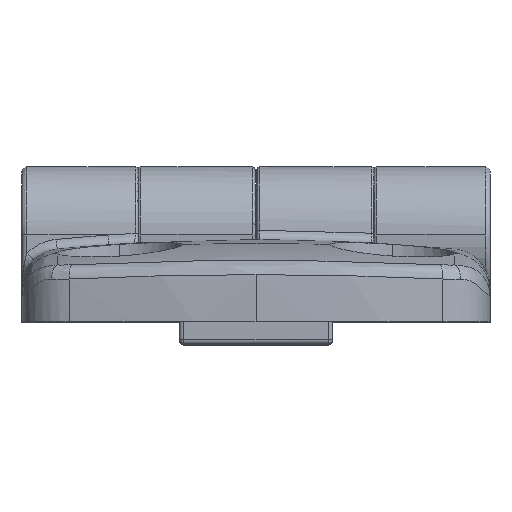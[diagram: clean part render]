
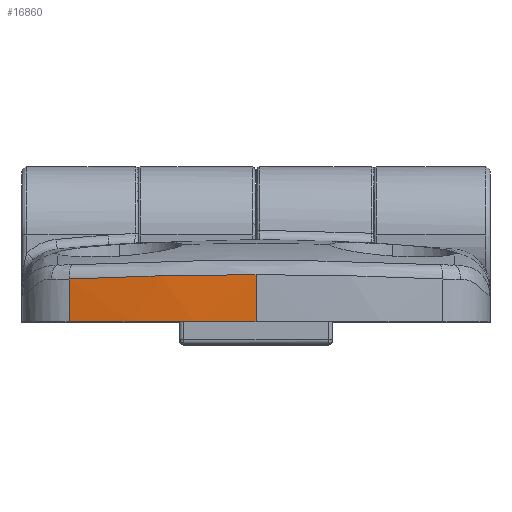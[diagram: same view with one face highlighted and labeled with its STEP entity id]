
A CAD part, top view. The second image highlights one B-rep face of the part: STEP entity #16860.
In plain terms, the highlighted cylindrical face has radius 100 mm (diameter 200 mm), a partial arc.
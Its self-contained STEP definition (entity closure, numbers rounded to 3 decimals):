
#1201 = DIRECTION ( 'NONE',  ( 0., -1., 0. ) ) ;
#1415 = B_SPLINE_CURVE_WITH_KNOTS ( 'NONE', 3,
 ( #21767, #11083, #5369, #5835, #9196, #13111, #10964, #18511, #10849, #12643, #20438, #19964, #9308, #16465, #14542 ),
 .UNSPECIFIED., .F., .F.,
 ( 4, 2, 1, 1, 1, 1, 1, 2, 2, 4 ),
 ( 0., 0.25, 0.375, 0.437, 0.469, 0.484, 0.492, 0.496, 0.5, 1. ),
 .UNSPECIFIED. ) ;
#2741 = EDGE_CURVE ( 'NONE', #22540, #11199, #5288, .T. ) ;
#2988 = CARTESIAN_POINT ( 'NONE',  ( 0., 4.84, 29.5 ) ) ;
#4836 = VERTEX_POINT ( 'NONE', #2988 ) ;
#5264 = EDGE_CURVE ( 'NONE', #4836, #22216, #1415, .T. ) ;
#5288 = CIRCLE ( 'NONE', #19044, 100. ) ;
#5369 = CARTESIAN_POINT ( 'NONE',  ( -3.223, 4.832, 29.461 ) ) ;
#5835 = CARTESIAN_POINT ( 'NONE',  ( -5.618, 4.805, 29.345 ) ) ;
#6190 = CARTESIAN_POINT ( 'NONE',  ( 0., 8.5, -70.5 ) ) ;
#6340 = CARTESIAN_POINT ( 'NONE',  ( -19.149, 16.02, 27.649 ) ) ;
#6600 = ORIENTED_EDGE ( 'NONE', *, *, #8151, .T. ) ;
#6738 = EDGE_LOOP ( 'NONE', ( #9872, #13386, #6600, #6883 ) ) ;
#6883 = ORIENTED_EDGE ( 'NONE', *, *, #2741, .T. ) ;
#8137 = LINE ( 'NONE', #6340, #15147 ) ;
#8151 = EDGE_CURVE ( 'NONE', #22216, #22540, #8137, .T. ) ;
#8790 = CARTESIAN_POINT ( 'NONE',  ( -19.149, 4.401, 27.649 ) ) ;
#9102 = DIRECTION ( 'NONE',  ( 0., 1., 0. ) ) ;
#9196 = CARTESIAN_POINT ( 'NONE',  ( -6.812, 4.789, 29.273 ) ) ;
#9308 = CARTESIAN_POINT ( 'NONE',  ( -12.878, 4.661, 28.723 ) ) ;
#9872 = ORIENTED_EDGE ( 'NONE', *, *, #20405, .F. ) ;
#9893 = CYLINDRICAL_SURFACE ( 'NONE', #22286, 100. ) ;
#10402 = CARTESIAN_POINT ( 'NONE',  ( 0., 8.5, 29.5 ) ) ;
#10849 = CARTESIAN_POINT ( 'NONE',  ( -9.406, 4.739, 29.057 ) ) ;
#10964 = CARTESIAN_POINT ( 'NONE',  ( -8.888, 4.75, 29.105 ) ) ;
#11083 = CARTESIAN_POINT ( 'NONE',  ( -1.616, 4.84, 29.5 ) ) ;
#11199 = VERTEX_POINT ( 'NONE', #16366 ) ;
#11325 = FACE_OUTER_BOUND ( 'NONE', #6738, .T. ) ;
#12643 = CARTESIAN_POINT ( 'NONE',  ( -9.479, 4.737, 29.05 ) ) ;
#13111 = CARTESIAN_POINT ( 'NONE',  ( -8.198, 4.764, 29.165 ) ) ;
#13374 = CARTESIAN_POINT ( 'NONE',  ( -19.149, 0., 27.649 ) ) ;
#13386 = ORIENTED_EDGE ( 'NONE', *, *, #5264, .T. ) ;
#13456 = DIRECTION ( 'NONE',  ( 0., 0., 1. ) ) ;
#13595 = DIRECTION ( 'NONE',  ( 0., -1., 0. ) ) ;
#14542 = CARTESIAN_POINT ( 'NONE',  ( -19.149, 4.401, 27.649 ) ) ;
#15147 = VECTOR ( 'NONE', #13595, 1000. ) ;
#16366 = CARTESIAN_POINT ( 'NONE',  ( 0., 0., 29.5 ) ) ;
#16372 = DIRECTION ( 'NONE',  ( 0., 0., 1. ) ) ;
#16465 = CARTESIAN_POINT ( 'NONE',  ( -16.072, 4.55, 28.25 ) ) ;
#16860 = ADVANCED_FACE ( 'NONE', ( #11325 ), #9893, .T. ) ;
#18511 = CARTESIAN_POINT ( 'NONE',  ( -9.233, 4.742, 29.073 ) ) ;
#18634 = DIRECTION ( 'NONE',  ( 0., -1., 0. ) ) ;
#19044 = AXIS2_PLACEMENT_3D ( 'NONE', #23563, #9102, #16372 ) ;
#19509 = LINE ( 'NONE', #10402, #20543 ) ;
#19964 = CARTESIAN_POINT ( 'NONE',  ( -9.552, 4.735, 29.043 ) ) ;
#20405 = EDGE_CURVE ( 'NONE', #4836, #11199, #19509, .T. ) ;
#20438 = CARTESIAN_POINT ( 'NONE',  ( -9.529, 4.736, 29.045 ) ) ;
#20543 = VECTOR ( 'NONE', #1201, 1000. ) ;
#21767 = CARTESIAN_POINT ( 'NONE',  ( 0., 4.84, 29.5 ) ) ;
#22216 = VERTEX_POINT ( 'NONE', #8790 ) ;
#22286 = AXIS2_PLACEMENT_3D ( 'NONE', #6190, #18634, #13456 ) ;
#22540 = VERTEX_POINT ( 'NONE', #13374 ) ;
#23563 = CARTESIAN_POINT ( 'NONE',  ( 0., 0., -70.5 ) ) ;
